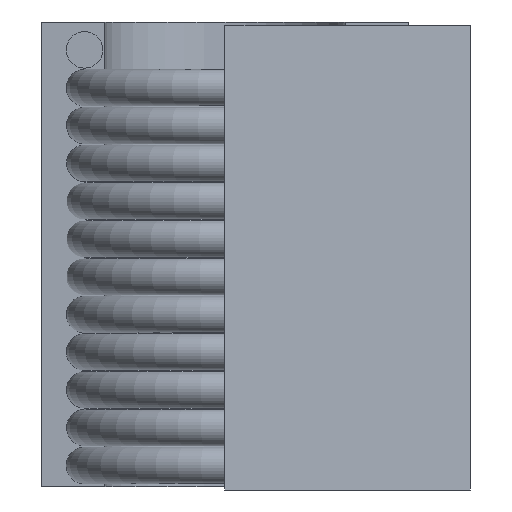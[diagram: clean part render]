
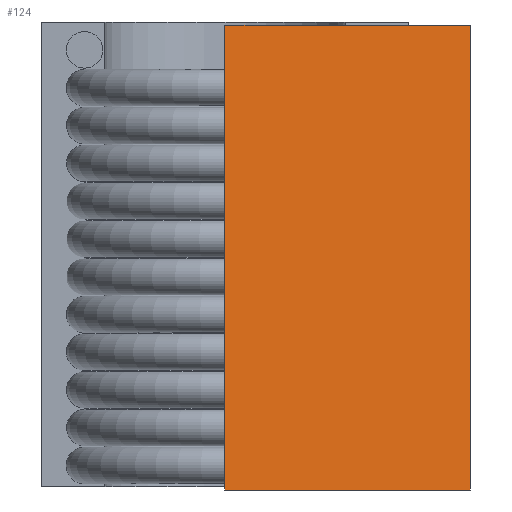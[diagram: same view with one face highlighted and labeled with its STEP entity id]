
A CAD part, front view. The second image highlights one B-rep face of the part: STEP entity #124.
In plain terms, the highlighted face is planar.
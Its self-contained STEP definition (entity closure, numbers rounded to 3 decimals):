
#124 = ADVANCED_FACE( '', ( #267 ), #268, .F. );
#267 = FACE_OUTER_BOUND( '', #1847, .T. );
#268 = PLANE( '', #1848 );
#1847 = EDGE_LOOP( '', ( #2351, #2352, #2353, #2354 ) );
#1848 = AXIS2_PLACEMENT_3D( '', #2355, #2356, #2357 );
#2351 = ORIENTED_EDGE( '', *, *, #2427, .T. );
#2352 = ORIENTED_EDGE( '', *, *, #2473, .F. );
#2353 = ORIENTED_EDGE( '', *, *, #2449, .F. );
#2354 = ORIENTED_EDGE( '', *, *, #2474, .T. );
#2355 = CARTESIAN_POINT( '', ( 1.905, 0., 2.415 ) );
#2356 = DIRECTION( '', ( -0.985, -0.174, 0. ) );
#2357 = DIRECTION( '', ( 0.174, -0.985, 0. ) );
#2427 = EDGE_CURVE( '', #2524, #2522, #2525, .T. );
#2449 = EDGE_CURVE( '', #2556, #2558, #2559, .T. );
#2473 = EDGE_CURVE( '', #2558, #2522, #2591, .T. );
#2474 = EDGE_CURVE( '', #2556, #2524, #2592, .T. );
#2522 = VERTEX_POINT( '', #2646 );
#2524 = VERTEX_POINT( '', #2649 );
#2525 = LINE( '', #2650, #2651 );
#2556 = VERTEX_POINT( '', #2683 );
#2558 = VERTEX_POINT( '', #2686 );
#2559 = LINE( '', #2687, #2688 );
#2591 = LINE( '', #2725, #2726 );
#2592 = LINE( '', #2727, #2728 );
#2646 = CARTESIAN_POINT( '', ( 1.455, 2.55, -2.415 ) );
#2649 = CARTESIAN_POINT( '', ( 1.905, 0., -2.415 ) );
#2650 = CARTESIAN_POINT( '', ( 1.905, 0., -2.415 ) );
#2651 = VECTOR( '', #2779, 1000. );
#2683 = CARTESIAN_POINT( '', ( 1.905, 0., 2.415 ) );
#2686 = CARTESIAN_POINT( '', ( 1.455, 2.55, 2.415 ) );
#2687 = CARTESIAN_POINT( '', ( 1.905, 0., 2.415 ) );
#2688 = VECTOR( '', #2812, 1000. );
#2725 = CARTESIAN_POINT( '', ( 1.455, 2.55, 2.415 ) );
#2726 = VECTOR( '', #2836, 1000. );
#2727 = CARTESIAN_POINT( '', ( 1.905, 0., 2.415 ) );
#2728 = VECTOR( '', #2837, 1000. );
#2779 = DIRECTION( '', ( -0.174, 0.985, 0. ) );
#2812 = DIRECTION( '', ( -0.174, 0.985, 0. ) );
#2836 = DIRECTION( '', ( 0., 0., -1. ) );
#2837 = DIRECTION( '', ( 0., 0., -1. ) );
